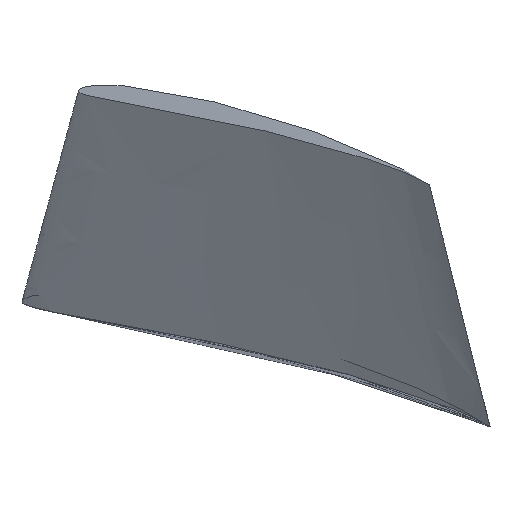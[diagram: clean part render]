
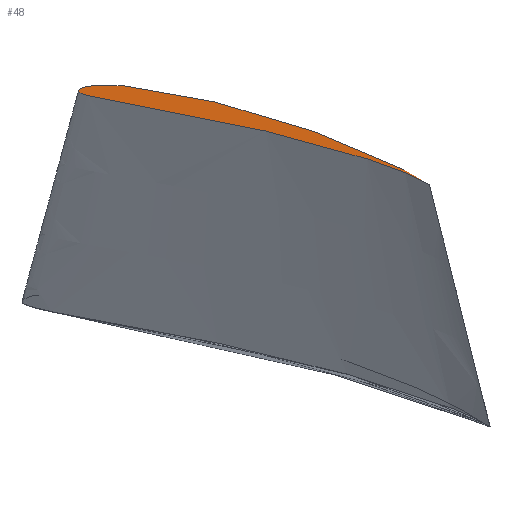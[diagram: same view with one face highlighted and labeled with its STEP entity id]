
A CAD part, front view. The second image highlights one B-rep face of the part: STEP entity #48.
In plain terms, the highlighted planar face has unit normal (0, -1, 0).
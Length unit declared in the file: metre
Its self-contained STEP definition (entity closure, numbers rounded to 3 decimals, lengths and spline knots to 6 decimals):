
#14=ORIENTED_EDGE('',*,*,#22,.F.);
#22=EDGE_CURVE('',#26,#26,#30,.F.);
#26=VERTEX_POINT('',#162);
#30=B_SPLINE_CURVE_WITH_KNOTS('',3,(#75,#76,#77,#78,#79,#80,#81,#82,#83,
#84,#85,#86,#87,#88,#89,#90,#91,#92,#93,#94,#95,#96,#97,#98,#99,#100,#101,
#102,#103,#104,#105,#106,#107,#108,#109,#110,#111,#112,#113,#114,#115,#116,
#117,#118,#119,#120,#121,#122,#123,#124,#125,#126,#127,#128,#129,#130,#131,
#132,#133,#134,#135,#136,#137,#138,#139,#140,#141,#142,#143,#144,#145,#146,
#147,#148,#149,#150,#151,#152,#153,#154,#155,#156,#157,#158,#159,#160,#161),
 .UNSPECIFIED.,.T.,.F.,(1,3,1,1,1,1,1,1,1,1,1,1,1,1,1,1,1,1,1,1,1,1,1,1,
1,1,1,1,1,1,1,1,1,1,1,1,1,1,1,1,1,1,1,1,1,1,1,1,1,1,1,1,1,1,1,1,1,1,1,1,
1,1,1,1,1,1,1,1,1,1,1,1,1,1,1,1,1,1,1,1,1,1,1,1,1,3,1),(-0.002232,
0.,0.002232,0.004464,0.006696,
0.008929,0.011161,0.013393,0.017857,
0.026786,0.035714,0.037946,0.040179,
0.044643,0.053571,0.071429,0.089286,
0.098214,0.107143,0.142857,0.178571,
0.214286,0.285714,0.321429,0.333333,
0.357143,0.369048,0.380952,0.392857,
0.404762,0.416667,0.428571,0.440476,
0.446429,0.452381,0.464286,0.47619,
0.488095,0.494048,0.5,0.502976,0.508929,
0.511905,0.517857,0.520833,0.52381,
0.526786,0.529762,0.535714,0.541667,
0.547619,0.559524,0.571429,0.580357,
0.589286,0.598214,0.607143,0.616071,
0.625,0.633929,0.642857,0.660714,
0.678571,0.714286,0.732143,0.75,
0.785714,0.809524,0.821429,0.857143,
0.875,0.892857,0.928571,0.9375,
0.946429,0.955357,0.964286,0.96875,0.970982,
0.973214,0.982143,0.991071,0.993304,
0.995536,0.997768,1.,1.002232),
 .UNSPECIFIED.);
#34=EDGE_LOOP('',(#14));
#40=FACE_BOUND('',#34,.T.);
#46=PLANE('',#65);
#48=ADVANCED_FACE('',(#40),#46,.T.);
#65=AXIS2_PLACEMENT_3D('',#74,#69,#70);
#69=DIRECTION('',(0.,-1.,0.));
#70=DIRECTION('',(0.966,0.,-0.259));
#74=CARTESIAN_POINT('',(0.023037,-0.75,0.086021));
#75=CARTESIAN_POINT('',(0.168183,-0.75,0.04811));
#76=CARTESIAN_POINT('',(0.168183,-0.75,0.048111));
#77=CARTESIAN_POINT('',(0.168126,-0.75,0.048147));
#78=CARTESIAN_POINT('',(0.167912,-0.75,0.04828));
#79=CARTESIAN_POINT('',(0.167638,-0.75,0.04845));
#80=CARTESIAN_POINT('',(0.167358,-0.75,0.048629));
#81=CARTESIAN_POINT('',(0.167084,-0.75,0.048806));
#82=CARTESIAN_POINT('',(0.16672,-0.75,0.049045));
#83=CARTESIAN_POINT('',(0.166023,-0.75,0.049505));
#84=CARTESIAN_POINT('',(0.164732,-0.75,0.050343));
#85=CARTESIAN_POINT('',(0.163532,-0.75,0.051096));
#86=CARTESIAN_POINT('',(0.162699,-0.75,0.051599));
#87=CARTESIAN_POINT('',(0.162128,-0.75,0.051939));
#88=CARTESIAN_POINT('',(0.161089,-0.75,0.052541));
#89=CARTESIAN_POINT('',(0.15885,-0.75,0.053781));
#90=CARTESIAN_POINT('',(0.155401,-0.75,0.055532));
#91=CARTESIAN_POINT('',(0.151594,-0.75,0.057353));
#92=CARTESIAN_POINT('',(0.14841,-0.75,0.058818));
#93=CARTESIAN_POINT('',(0.143491,-0.75,0.061023));
#94=CARTESIAN_POINT('',(0.13564,-0.75,0.064357));
#95=CARTESIAN_POINT('',(0.124475,-0.75,0.068686));
#96=CARTESIAN_POINT('',(0.108932,-0.75,0.074163));
#97=CARTESIAN_POINT('',(0.092756,-0.75,0.079027));
#98=CARTESIAN_POINT('',(0.079342,-0.75,0.082423));
#99=CARTESIAN_POINT('',(0.0714,-0.75,0.084249));
#100=CARTESIAN_POINT('',(0.066173,-0.75,0.085356));
#101=CARTESIAN_POINT('',(0.061047,-0.75,0.08634));
#102=CARTESIAN_POINT('',(0.057261,-0.75,0.08701));
#103=CARTESIAN_POINT('',(0.053545,-0.75,0.087609));
#104=CARTESIAN_POINT('',(0.049909,-0.75,0.088133));
#105=CARTESIAN_POINT('',(0.046365,-0.75,0.088575));
#106=CARTESIAN_POINT('',(0.04293,-0.75,0.088924));
#107=CARTESIAN_POINT('',(0.040166,-0.75,0.089133));
#108=CARTESIAN_POINT('',(0.038026,-0.75,0.089247));
#109=CARTESIAN_POINT('',(0.035941,-0.75,0.089322));
#110=CARTESIAN_POINT('',(0.033441,-0.75,0.089337));
#111=CARTESIAN_POINT('',(0.030613,-0.75,0.089224));
#112=CARTESIAN_POINT('',(0.028501,-0.75,0.088989));
#113=CARTESIAN_POINT('',(0.026928,-0.75,0.08871));
#114=CARTESIAN_POINT('',(0.026014,-0.75,0.088492));
#115=CARTESIAN_POINT('',(0.025205,-0.75,0.08823));
#116=CARTESIAN_POINT('',(0.024636,-0.75,0.087985));
#117=CARTESIAN_POINT('',(0.023976,-0.75,0.087637));
#118=CARTESIAN_POINT('',(0.023488,-0.75,0.087326));
#119=CARTESIAN_POINT('',(0.023273,-0.75,0.086963));
#120=CARTESIAN_POINT('',(0.023296,-0.75,0.086677));
#121=CARTESIAN_POINT('',(0.023482,-0.75,0.086405));
#122=CARTESIAN_POINT('',(0.023894,-0.75,0.086096));
#123=CARTESIAN_POINT('',(0.02461,-0.75,0.0858));
#124=CARTESIAN_POINT('',(0.025598,-0.75,0.085436));
#125=CARTESIAN_POINT('',(0.027053,-0.75,0.084931));
#126=CARTESIAN_POINT('',(0.029182,-0.75,0.08441));
#127=CARTESIAN_POINT('',(0.031786,-0.75,0.083826));
#128=CARTESIAN_POINT('',(0.034332,-0.75,0.083296));
#129=CARTESIAN_POINT('',(0.036759,-0.75,0.082836));
#130=CARTESIAN_POINT('',(0.039291,-0.75,0.082367));
#131=CARTESIAN_POINT('',(0.041919,-0.75,0.081889));
#132=CARTESIAN_POINT('',(0.044635,-0.75,0.081404));
#133=CARTESIAN_POINT('',(0.047432,-0.75,0.080911));
#134=CARTESIAN_POINT('',(0.050299,-0.75,0.080406));
#135=CARTESIAN_POINT('',(0.054207,-0.75,0.079711));
#136=CARTESIAN_POINT('',(0.059236,-0.75,0.078808));
#137=CARTESIAN_POINT('',(0.067531,-0.75,0.07728));
#138=CARTESIAN_POINT('',(0.076117,-0.75,0.075619));
#139=CARTESIAN_POINT('',(0.08486,-0.75,0.073815));
#140=CARTESIAN_POINT('',(0.093667,-0.75,0.071924));
#141=CARTESIAN_POINT('',(0.103249,-0.75,0.069724));
#142=CARTESIAN_POINT('',(0.112004,-0.75,0.06755));
#143=CARTESIAN_POINT('',(0.120656,-0.75,0.065295));
#144=CARTESIAN_POINT('',(0.128416,-0.75,0.063138));
#145=CARTESIAN_POINT('',(0.136552,-0.75,0.060687));
#146=CARTESIAN_POINT('',(0.144385,-0.75,0.058192));
#147=CARTESIAN_POINT('',(0.15081,-0.75,0.055944));
#148=CARTESIAN_POINT('',(0.155783,-0.75,0.054033));
#149=CARTESIAN_POINT('',(0.158191,-0.75,0.053059));
#150=CARTESIAN_POINT('',(0.16045,-0.75,0.052097));
#151=CARTESIAN_POINT('',(0.162149,-0.75,0.05133));
#152=CARTESIAN_POINT('',(0.163281,-0.75,0.050781));
#153=CARTESIAN_POINT('',(0.163916,-0.75,0.050462));
#154=CARTESIAN_POINT('',(0.164852,-0.75,0.049981));
#155=CARTESIAN_POINT('',(0.166156,-0.75,0.049274));
#156=CARTESIAN_POINT('',(0.16702,-0.75,0.048786));
#157=CARTESIAN_POINT('',(0.167621,-0.75,0.048437));
#158=CARTESIAN_POINT('',(0.167907,-0.75,0.04827));
#159=CARTESIAN_POINT('',(0.168126,-0.75,0.048142));
#160=CARTESIAN_POINT('',(0.168183,-0.75,0.048109));
#161=CARTESIAN_POINT('',(0.168183,-0.75,0.04811));
#162=CARTESIAN_POINT('',(0.168183,-0.75,0.04811));
